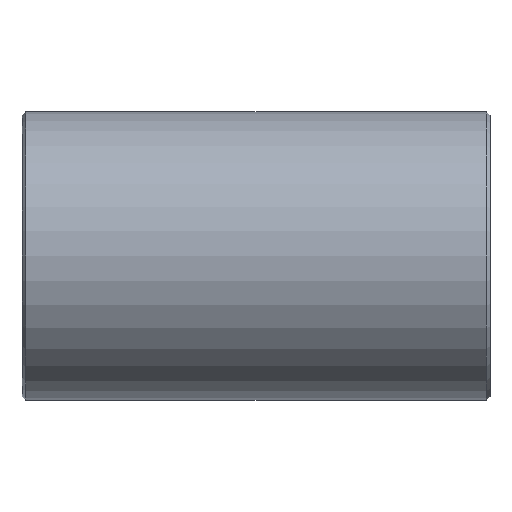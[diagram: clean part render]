
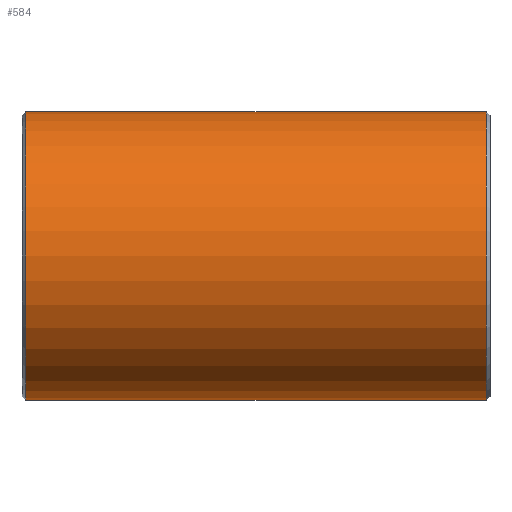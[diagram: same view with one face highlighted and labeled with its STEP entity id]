
A CAD part, front view. The second image highlights one B-rep face of the part: STEP entity #584.
In plain terms, the highlighted cylindrical face has radius 109.537 mm (diameter 219.075 mm), a partial arc.
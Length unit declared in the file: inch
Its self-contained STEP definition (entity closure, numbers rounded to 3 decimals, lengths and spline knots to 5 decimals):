
#5 = ORIENTED_EDGE ( 'NONE', *, *, #269, .T. ) ;
#6 = AXIS2_PLACEMENT_3D ( 'NONE', #114, #9, #167 ) ;
#9 = DIRECTION ( 'NONE',  ( -1., 0., 0. ) ) ;
#25 = VECTOR ( 'NONE', #419, 39.37008 ) ;
#42 = VECTOR ( 'NONE', #156, 39.37008 ) ;
#47 = CARTESIAN_POINT ( 'NONE',  ( 0., 0., 4.3125 ) ) ;
#72 = VECTOR ( 'NONE', #431, 39.37008 ) ;
#96 = CARTESIAN_POINT ( 'NONE',  ( 6.89267, 0., 4.3125 ) ) ;
#114 = CARTESIAN_POINT ( 'NONE',  ( 7., 0., 0. ) ) ;
#123 = VERTEX_POINT ( 'NONE', #146 ) ;
#130 = VERTEX_POINT ( 'NONE', #96 ) ;
#134 = CARTESIAN_POINT ( 'NONE',  ( -6.89267, 0., -4.3125 ) ) ;
#137 = CARTESIAN_POINT ( 'NONE',  ( 0., 0., -4.3125 ) ) ;
#139 = CARTESIAN_POINT ( 'NONE',  ( 6.89267, 0., 0. ) ) ;
#146 = CARTESIAN_POINT ( 'NONE',  ( 6.89267, 0., -4.3125 ) ) ;
#155 = CARTESIAN_POINT ( 'NONE',  ( -6.89267, 0., 4.3125 ) ) ;
#156 = DIRECTION ( 'NONE',  ( -1., 0., 0. ) ) ;
#162 = EDGE_CURVE ( 'NONE', #522, #323, #423, .T. ) ;
#167 = DIRECTION ( 'NONE',  ( 0., 0., 1. ) ) ;
#184 = EDGE_CURVE ( 'NONE', #472, #323, #420, .T. ) ;
#199 = ORIENTED_EDGE ( 'NONE', *, *, #184, .F. ) ;
#225 = CARTESIAN_POINT ( 'NONE',  ( 7., 0., -4.3125 ) ) ;
#229 = ORIENTED_EDGE ( 'NONE', *, *, #162, .T. ) ;
#269 = EDGE_CURVE ( 'NONE', #421, #522, #380, .T. ) ;
#285 = AXIS2_PLACEMENT_3D ( 'NONE', #139, #490, #313 ) ;
#300 = CYLINDRICAL_SURFACE ( 'NONE', #6, 4.3125 ) ;
#313 = DIRECTION ( 'NONE',  ( 0., 0., -1. ) ) ;
#318 = EDGE_CURVE ( 'NONE', #123, #472, #579, .T. ) ;
#323 = VERTEX_POINT ( 'NONE', #134 ) ;
#330 = CIRCLE ( 'NONE', #285, 4.3125 ) ;
#333 = CARTESIAN_POINT ( 'NONE',  ( 7., 0., -4.3125 ) ) ;
#334 = FACE_OUTER_BOUND ( 'NONE', #353, .T. ) ;
#341 = DIRECTION ( 'NONE',  ( 0., 0., 1. ) ) ;
#349 = ORIENTED_EDGE ( 'NONE', *, *, #318, .F. ) ;
#353 = EDGE_LOOP ( 'NONE', ( #349, #588, #494, #5, #229, #199 ) ) ;
#374 = CARTESIAN_POINT ( 'NONE',  ( -6.89267, 0., 0. ) ) ;
#380 = LINE ( 'NONE', #572, #72 ) ;
#410 = VECTOR ( 'NONE', #537, 39.37008 ) ;
#419 = DIRECTION ( 'NONE',  ( -1., 0., 0. ) ) ;
#420 = LINE ( 'NONE', #333, #42 ) ;
#421 = VERTEX_POINT ( 'NONE', #47 ) ;
#423 = CIRCLE ( 'NONE', #474, 4.3125 ) ;
#431 = DIRECTION ( 'NONE',  ( -1., 0., 0. ) ) ;
#470 = CARTESIAN_POINT ( 'NONE',  ( 7., 0., 4.3125 ) ) ;
#472 = VERTEX_POINT ( 'NONE', #137 ) ;
#474 = AXIS2_PLACEMENT_3D ( 'NONE', #374, #478, #341 ) ;
#478 = DIRECTION ( 'NONE',  ( 1., 0., 0. ) ) ;
#490 = DIRECTION ( 'NONE',  ( -1., 0., 0. ) ) ;
#494 = ORIENTED_EDGE ( 'NONE', *, *, #551, .T. ) ;
#496 = EDGE_CURVE ( 'NONE', #123, #130, #330, .T. ) ;
#522 = VERTEX_POINT ( 'NONE', #155 ) ;
#523 = LINE ( 'NONE', #470, #25 ) ;
#537 = DIRECTION ( 'NONE',  ( -1., 0., 0. ) ) ;
#551 = EDGE_CURVE ( 'NONE', #130, #421, #523, .T. ) ;
#572 = CARTESIAN_POINT ( 'NONE',  ( 7., 0., 4.3125 ) ) ;
#579 = LINE ( 'NONE', #225, #410 ) ;
#584 = ADVANCED_FACE ( 'NONE', ( #334 ), #300, .T. ) ;
#588 = ORIENTED_EDGE ( 'NONE', *, *, #496, .T. ) ;
